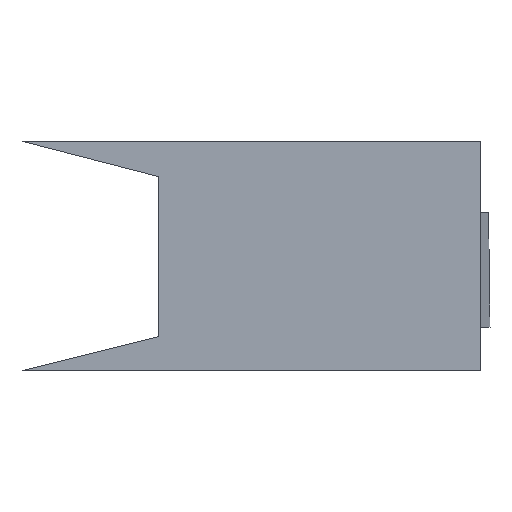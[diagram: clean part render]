
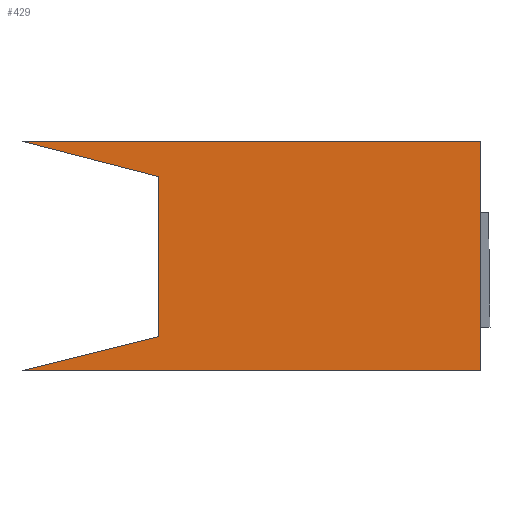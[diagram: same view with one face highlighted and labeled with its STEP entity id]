
A CAD part, front view. The second image highlights one B-rep face of the part: STEP entity #429.
In plain terms, the highlighted planar face has unit normal (0, -1, 0).
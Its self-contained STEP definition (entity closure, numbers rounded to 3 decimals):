
#1 = VECTOR ( 'NONE', #578, 1000. ) ;
#16 = EDGE_LOOP ( 'NONE', ( #319, #813, #244, #749, #474, #287 ) ) ;
#40 = VECTOR ( 'NONE', #132, 1000. ) ;
#41 = CARTESIAN_POINT ( 'NONE',  ( -2.536, 0., 4.451 ) ) ;
#68 = LINE ( 'NONE', #185, #77 ) ;
#77 = VECTOR ( 'NONE', #422, 1000. ) ;
#80 = LINE ( 'NONE', #457, #654 ) ;
#82 = EDGE_CURVE ( 'NONE', #645, #311, #68, .T. ) ;
#132 = DIRECTION ( 'NONE',  ( -0.968, 0., 0.249 ) ) ;
#135 = LINE ( 'NONE', #387, #1 ) ;
#145 = DIRECTION ( 'NONE',  ( 0., 0., -1. ) ) ;
#185 = CARTESIAN_POINT ( 'NONE',  ( 11.497, 0., 12.967 ) ) ;
#198 = VERTEX_POINT ( 'NONE', #333 ) ;
#218 = PLANE ( 'NONE',  #684 ) ;
#235 = LINE ( 'NONE', #294, #310 ) ;
#244 = ORIENTED_EDGE ( 'NONE', *, *, #599, .F. ) ;
#253 = LINE ( 'NONE', #710, #40 ) ;
#277 = FACE_OUTER_BOUND ( 'NONE', #16, .T. ) ;
#287 = ORIENTED_EDGE ( 'NONE', *, *, #696, .F. ) ;
#292 = EDGE_CURVE ( 'NONE', #311, #297, #80, .T. ) ;
#294 = CARTESIAN_POINT ( 'NONE',  ( -2.536, 0., 4.451 ) ) ;
#297 = VERTEX_POINT ( 'NONE', #399 ) ;
#310 = VECTOR ( 'NONE', #615, 1000. ) ;
#311 = VERTEX_POINT ( 'NONE', #721 ) ;
#319 = ORIENTED_EDGE ( 'NONE', *, *, #292, .F. ) ;
#320 = CARTESIAN_POINT ( 'NONE',  ( -8.503, 0., 12.967 ) ) ;
#333 = CARTESIAN_POINT ( 'NONE',  ( -8.503, 0., 2.967 ) ) ;
#387 = CARTESIAN_POINT ( 'NONE',  ( 11.497, 0., 2.967 ) ) ;
#399 = CARTESIAN_POINT ( 'NONE',  ( 11.497, 0., 2.967 ) ) ;
#422 = DIRECTION ( 'NONE',  ( 1., 0., 0. ) ) ;
#429 = ADVANCED_FACE ( 'NONE', ( #277 ), #218, .T. ) ;
#447 = LINE ( 'NONE', #703, #614 ) ;
#457 = CARTESIAN_POINT ( 'NONE',  ( 11.497, 0., 2.967 ) ) ;
#461 = EDGE_CURVE ( 'NONE', #738, #481, #235, .T. ) ;
#474 = ORIENTED_EDGE ( 'NONE', *, *, #662, .F. ) ;
#481 = VERTEX_POINT ( 'NONE', #555 ) ;
#504 = DIRECTION ( 'NONE',  ( 0.97, 0., 0.241 ) ) ;
#533 = DIRECTION ( 'NONE',  ( 0., -1., 0. ) ) ;
#555 = CARTESIAN_POINT ( 'NONE',  ( -2.536, 0., 11.43 ) ) ;
#578 = DIRECTION ( 'NONE',  ( -1., 0., 0. ) ) ;
#599 = EDGE_CURVE ( 'NONE', #481, #645, #253, .T. ) ;
#614 = VECTOR ( 'NONE', #504, 1000. ) ;
#615 = DIRECTION ( 'NONE',  ( 0., 0., 1. ) ) ;
#645 = VERTEX_POINT ( 'NONE', #320 ) ;
#654 = VECTOR ( 'NONE', #145, 1000. ) ;
#662 = EDGE_CURVE ( 'NONE', #198, #738, #447, .T. ) ;
#669 = CARTESIAN_POINT ( 'NONE',  ( 0., 0., 0. ) ) ;
#684 = AXIS2_PLACEMENT_3D ( 'NONE', #669, #533, #789 ) ;
#696 = EDGE_CURVE ( 'NONE', #297, #198, #135, .T. ) ;
#703 = CARTESIAN_POINT ( 'NONE',  ( -8.503, 0., 2.967 ) ) ;
#710 = CARTESIAN_POINT ( 'NONE',  ( -8.503, 0., 12.967 ) ) ;
#721 = CARTESIAN_POINT ( 'NONE',  ( 11.497, 0., 12.967 ) ) ;
#738 = VERTEX_POINT ( 'NONE', #41 ) ;
#749 = ORIENTED_EDGE ( 'NONE', *, *, #461, .F. ) ;
#789 = DIRECTION ( 'NONE',  ( 0., 0., -1. ) ) ;
#813 = ORIENTED_EDGE ( 'NONE', *, *, #82, .F. ) ;
